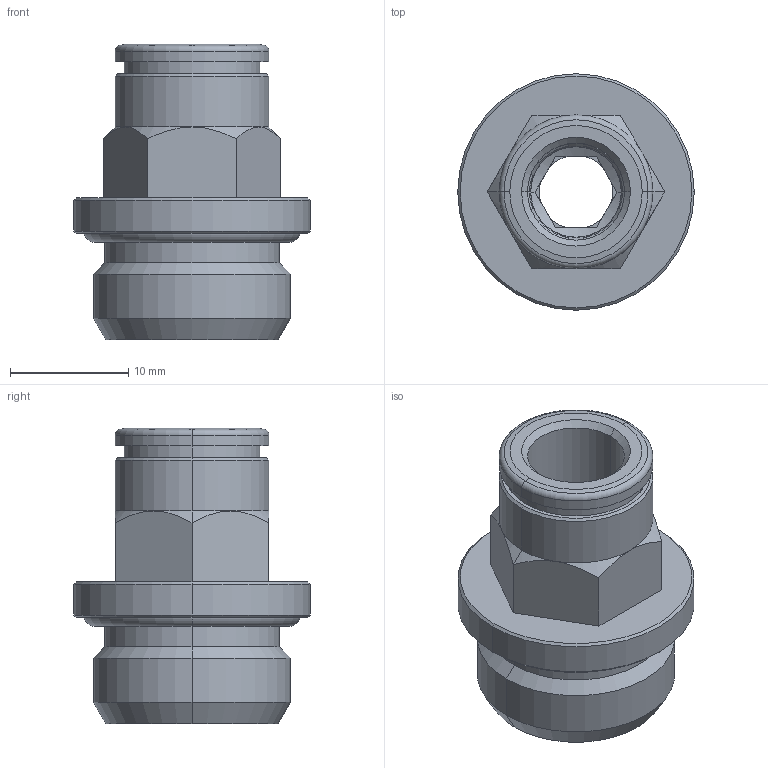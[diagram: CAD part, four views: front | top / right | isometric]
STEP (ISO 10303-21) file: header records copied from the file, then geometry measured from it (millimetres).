
FILE_DESCRIPTION((''),'2;1');
FILE_NAME('1072_Steckverschraubung_3_8.stp','2011-12-05T08:53:17',('pascalzweiacker'),(''),'Autodesk Inventor 2012','Autodesk Inventor 2012','');
FILE_SCHEMA(('AUTOMOTIVE_DESIGN { 1 0 10303 214 1 1 1 1 }'));
Length unit declared in the file: millimetre
Products named in the file (1): 1072_Steckverschraubung_3_8
Bounding box: 20 x 20 x 25 mm (x, y, z)
Volume: 3165.3 mm3; surface area: 3687.6 mm2
Topology: 4 solids, 4 shells, 286 faces, 772 edges, 488 vertices
Faces by surface type: plane 90, cylinder 86, cone 62, torus 48
Entity records: 10112 total; most frequent: CARTESIAN_POINT 2738, DIRECTION 1634, ORIENTED_EDGE 1544, EDGE_CURVE 772, AXIS2_PLACEMENT_3D 674, VERTEX_POINT 488, CIRCLE 387, EDGE_LOOP 304
